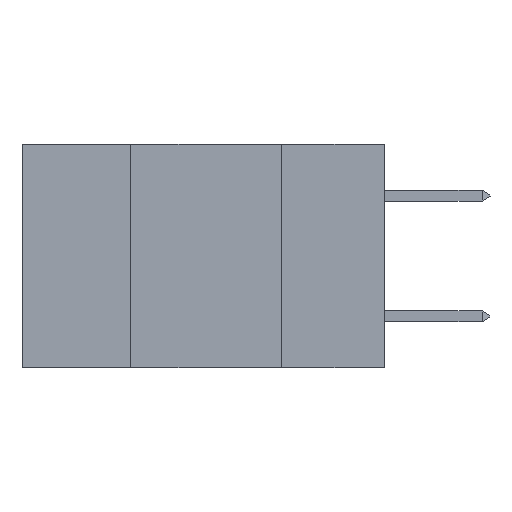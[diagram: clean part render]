
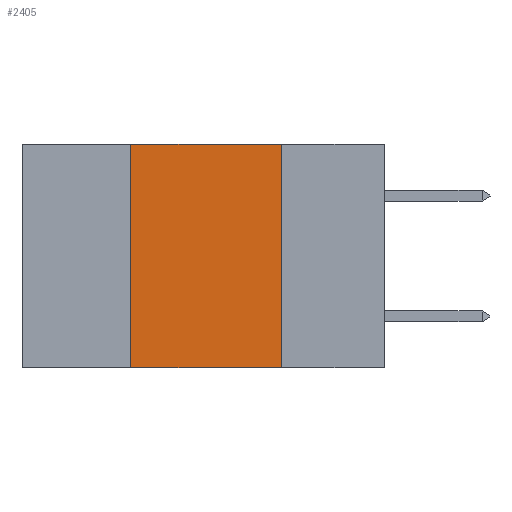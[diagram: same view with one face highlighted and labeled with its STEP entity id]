
A CAD part, left-side view. The second image highlights one B-rep face of the part: STEP entity #2405.
In plain terms, the highlighted planar face has unit normal (-1, 0, 0).
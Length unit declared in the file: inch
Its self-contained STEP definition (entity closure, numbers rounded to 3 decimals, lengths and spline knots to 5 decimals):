
#152 = LINE ( 'NONE', #9515, #9900 ) ;
#301 = VECTOR ( 'NONE', #1374, 39.37008 ) ;
#532 = EDGE_LOOP ( 'NONE', ( #5210, #9378, #10660, #611 ) ) ;
#611 = ORIENTED_EDGE ( 'NONE', *, *, #4474, .T. ) ;
#953 = LINE ( 'NONE', #9159, #8492 ) ;
#1374 = DIRECTION ( 'NONE',  ( 0., 0., -1. ) ) ;
#1578 = FACE_OUTER_BOUND ( 'NONE', #532, .T. ) ;
#1847 = EDGE_CURVE ( 'NONE', #9383, #5834, #8742, .T. ) ;
#2249 = PLANE ( 'NONE',  #7003 ) ;
#2405 = ADVANCED_FACE ( 'NONE', ( #1578 ), #2249, .F. ) ;
#3024 = CARTESIAN_POINT ( 'NONE',  ( 0., 0.17, 0. ) ) ;
#4197 = CARTESIAN_POINT ( 'NONE',  ( 0., 0.42, 0. ) ) ;
#4474 = EDGE_CURVE ( 'NONE', #10616, #5834, #7889, .T. ) ;
#4768 = DIRECTION ( 'NONE',  ( 1., 0., 0. ) ) ;
#4771 = VERTEX_POINT ( 'NONE', #4197 ) ;
#4812 = VECTOR ( 'NONE', #9604, 39.37008 ) ;
#5210 = ORIENTED_EDGE ( 'NONE', *, *, #1847, .F. ) ;
#5726 = EDGE_CURVE ( 'NONE', #4771, #9383, #953, .T. ) ;
#5810 = CARTESIAN_POINT ( 'NONE',  ( 0., 0.6, 0. ) ) ;
#5834 = VERTEX_POINT ( 'NONE', #7453 ) ;
#6209 = DIRECTION ( 'NONE',  ( 0., 0., 1. ) ) ;
#6756 = EDGE_CURVE ( 'NONE', #10616, #4771, #152, .T. ) ;
#7003 = AXIS2_PLACEMENT_3D ( 'NONE', #5810, #4768, #8945 ) ;
#7453 = CARTESIAN_POINT ( 'NONE',  ( 0., 0.17, -0.37 ) ) ;
#7889 = LINE ( 'NONE', #9706, #4812 ) ;
#8492 = VECTOR ( 'NONE', #10100, 39.37008 ) ;
#8742 = LINE ( 'NONE', #3024, #301 ) ;
#8945 = DIRECTION ( 'NONE',  ( 0., 0., -1. ) ) ;
#9159 = CARTESIAN_POINT ( 'NONE',  ( 0., 0.6, 0. ) ) ;
#9378 = ORIENTED_EDGE ( 'NONE', *, *, #5726, .F. ) ;
#9383 = VERTEX_POINT ( 'NONE', #9403 ) ;
#9403 = CARTESIAN_POINT ( 'NONE',  ( 0., 0.17, 0. ) ) ;
#9405 = CARTESIAN_POINT ( 'NONE',  ( 0., 0.42, -0.37 ) ) ;
#9515 = CARTESIAN_POINT ( 'NONE',  ( 0., 0.42, 0. ) ) ;
#9604 = DIRECTION ( 'NONE',  ( 0., -1., 0. ) ) ;
#9706 = CARTESIAN_POINT ( 'NONE',  ( 0., 0.6, -0.37 ) ) ;
#9900 = VECTOR ( 'NONE', #6209, 39.37008 ) ;
#10100 = DIRECTION ( 'NONE',  ( 0., -1., 0. ) ) ;
#10616 = VERTEX_POINT ( 'NONE', #9405 ) ;
#10660 = ORIENTED_EDGE ( 'NONE', *, *, #6756, .F. ) ;
